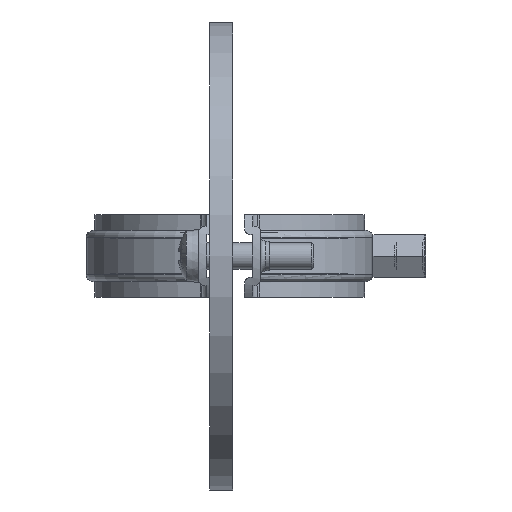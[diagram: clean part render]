
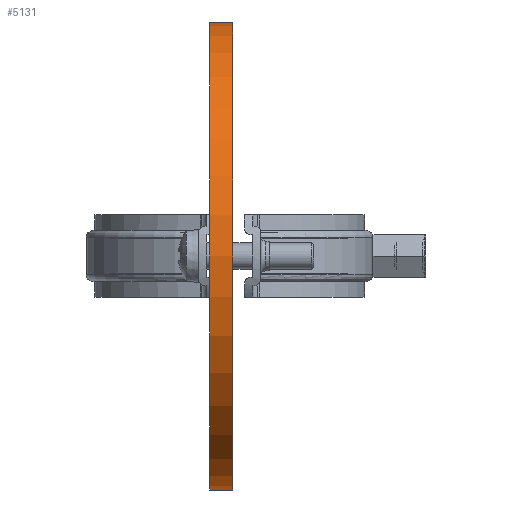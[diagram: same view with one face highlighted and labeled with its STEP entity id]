
A CAD part, left-side view. The second image highlights one B-rep face of the part: STEP entity #5131.
In plain terms, the highlighted cylindrical face has radius 71 mm (diameter 142 mm), a full revolution.
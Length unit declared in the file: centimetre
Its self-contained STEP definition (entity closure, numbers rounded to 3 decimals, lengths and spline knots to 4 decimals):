
#287=CYLINDRICAL_SURFACE('',#5735,7.1);
#612=LINE('',#9754,#937);
#937=VECTOR('',#7262,7.1);
#1368=FACE_OUTER_BOUND('',#1685,.T.);
#1685=EDGE_LOOP('',(#4786,#4787,#4788,#4789));
#1987=CIRCLE('',#5736,7.1);
#1988=CIRCLE('',#5737,7.1);
#2499=VERTEX_POINT('',#9751);
#2500=VERTEX_POINT('',#9753);
#3262=EDGE_CURVE('',#2499,#2499,#1987,.T.);
#3263=EDGE_CURVE('',#2499,#2500,#612,.T.);
#3264=EDGE_CURVE('',#2500,#2500,#1988,.T.);
#4786=ORIENTED_EDGE('',*,*,#3262,.F.);
#4787=ORIENTED_EDGE('',*,*,#3263,.T.);
#4788=ORIENTED_EDGE('',*,*,#3264,.F.);
#4789=ORIENTED_EDGE('',*,*,#3263,.F.);
#5131=ADVANCED_FACE('',(#1368),#287,.T.);
#5735=AXIS2_PLACEMENT_3D('',#9750,#7258,#7259);
#5736=AXIS2_PLACEMENT_3D('',#9752,#7260,#7261);
#5737=AXIS2_PLACEMENT_3D('',#9755,#7263,#7264);
#7258=DIRECTION('center_axis',(0.,1.,0.));
#7259=DIRECTION('ref_axis',(-1.,0.,0.));
#7260=DIRECTION('center_axis',(0.,1.,0.));
#7261=DIRECTION('ref_axis',(-1.,0.,0.));
#7262=DIRECTION('',(0.,-1.,0.));
#7263=DIRECTION('center_axis',(0.,-1.,0.));
#7264=DIRECTION('ref_axis',(-1.,0.,0.));
#9750=CARTESIAN_POINT('Origin',(1001.1811,126.4784,5.25));
#9751=CARTESIAN_POINT('',(1008.2811,126.8284,5.25));
#9752=CARTESIAN_POINT('Origin',(1001.1811,126.8284,5.25));
#9753=CARTESIAN_POINT('',(1008.2811,126.1284,5.25));
#9754=CARTESIAN_POINT('',(1008.2811,126.4784,5.25));
#9755=CARTESIAN_POINT('Origin',(1001.1811,126.1284,5.25));
